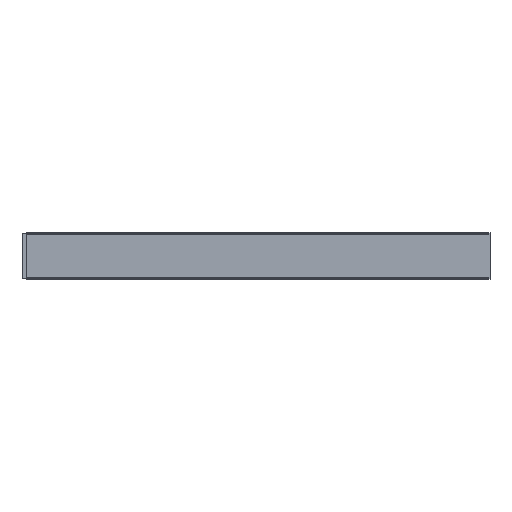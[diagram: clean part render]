
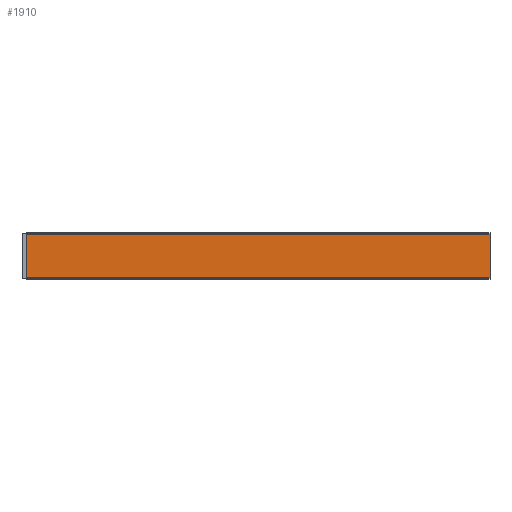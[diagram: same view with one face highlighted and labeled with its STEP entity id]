
A CAD part, top view. The second image highlights one B-rep face of the part: STEP entity #1910.
In plain terms, the highlighted planar face has unit normal (0, 0, 1).
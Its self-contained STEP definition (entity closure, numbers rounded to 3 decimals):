
#282=FACE_OUTER_BOUND('',#388,.T.);
#388=EDGE_LOOP('',(#1750,#1751,#1752,#1753));
#518=LINE('',#3115,#694);
#519=LINE('',#3118,#695);
#527=LINE('',#3162,#703);
#564=LINE('',#3291,#740);
#694=VECTOR('',#2524,1.);
#695=VECTOR('',#2527,1.);
#703=VECTOR('',#2575,1.);
#740=VECTOR('',#2710,1.);
#870=VERTEX_POINT('',#3080);
#875=VERTEX_POINT('',#3113);
#876=VERTEX_POINT('',#3117);
#883=VERTEX_POINT('',#3161);
#1115=EDGE_CURVE('',#875,#870,#518,.T.);
#1116=EDGE_CURVE('',#876,#870,#519,.T.);
#1134=EDGE_CURVE('',#883,#875,#527,.T.);
#1196=EDGE_CURVE('',#883,#876,#564,.T.);
#1750=ORIENTED_EDGE('',*,*,#1134,.F.);
#1751=ORIENTED_EDGE('',*,*,#1196,.T.);
#1752=ORIENTED_EDGE('',*,*,#1116,.T.);
#1753=ORIENTED_EDGE('',*,*,#1115,.F.);
#1804=PLANE('',#2120);
#1910=ADVANCED_FACE('',(#282),#1804,.T.);
#2120=AXIS2_PLACEMENT_3D('',#3293,#2712,#2713);
#2524=DIRECTION('',(0.,1.,0.));
#2527=DIRECTION('',(-1.,0.,0.));
#2575=DIRECTION('',(-1.,0.,0.));
#2710=DIRECTION('',(0.,1.,0.));
#2712=DIRECTION('center_axis',(0.,0.,1.));
#2713=DIRECTION('ref_axis',(1.,0.,0.));
#3080=CARTESIAN_POINT('',(221.645,177.734,-37.7));
#3113=CARTESIAN_POINT('',(221.645,-116.666,-37.7));
#3115=CARTESIAN_POINT('',(221.645,30.534,-37.7));
#3117=CARTESIAN_POINT('',(3220.655,177.734,-37.7));
#3118=CARTESIAN_POINT('',(3220.655,177.734,-37.7));
#3161=CARTESIAN_POINT('',(3220.655,-116.666,-37.7));
#3162=CARTESIAN_POINT('',(221.65,-116.666,-37.7));
#3291=CARTESIAN_POINT('',(3220.655,-107.738,-37.7));
#3293=CARTESIAN_POINT('Origin',(3201.844,34.998,-37.7));
